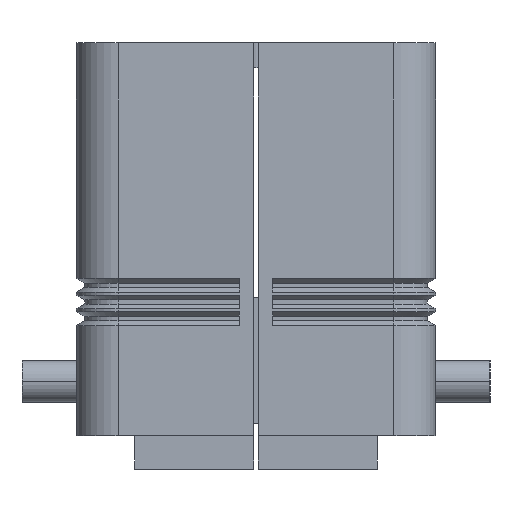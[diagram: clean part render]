
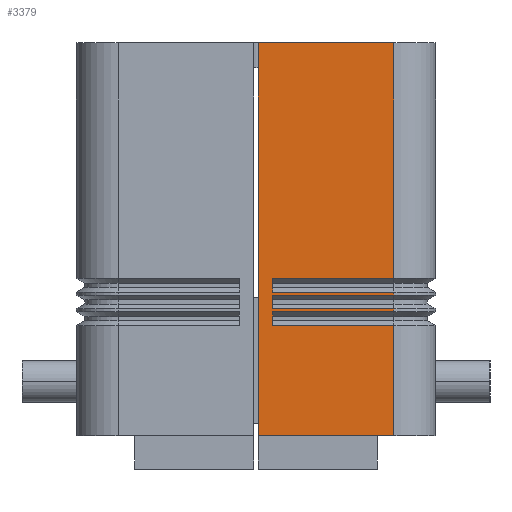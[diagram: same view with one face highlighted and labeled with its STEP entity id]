
A CAD part, left-side view. The second image highlights one B-rep face of the part: STEP entity #3379.
In plain terms, the highlighted planar face has unit normal (-1, 0, 0).
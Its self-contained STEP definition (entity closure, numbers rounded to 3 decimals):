
#2703=CARTESIAN_POINT('',(-60.0,-16.5,17.173));
#2704=VERTEX_POINT('',#2703);
#2736=CARTESIAN_POINT('',(-60.0,-2.,17.173));
#2737=VERTEX_POINT('',#2736);
#2738=CARTESIAN_POINT('',(-60.0,-16.5,17.173));
#2739=DIRECTION('',(0.0,1.0,0.0));
#2740=VECTOR('',#2739,14.5);
#2741=LINE('',#2738,#2740);
#2742=EDGE_CURVE('',#2704,#2737,#2741,.T.);
#2767=CARTESIAN_POINT('',(-60.0,-2.,18.827));
#2768=VERTEX_POINT('',#2767);
#2769=CARTESIAN_POINT('',(-60.0,-2.,17.173));
#2770=DIRECTION('',(0.0,0.0,1.0));
#2771=VECTOR('',#2770,1.655);
#2772=LINE('',#2769,#2771);
#2773=EDGE_CURVE('',#2737,#2768,#2772,.T.);
#2798=CARTESIAN_POINT('',(-60.0,-16.5,18.827));
#2799=VERTEX_POINT('',#2798);
#2800=CARTESIAN_POINT('',(-60.0,-2.,18.827));
#2801=DIRECTION('',(0.0,-1.0,0.0));
#2802=VECTOR('',#2801,14.5);
#2803=LINE('',#2800,#2802);
#2804=EDGE_CURVE('',#2768,#2799,#2803,.T.);
#3267=CARTESIAN_POINT('',(-60.0,-16.5,0.0));
#3268=DIRECTION('',(-1.0,0.0,0.0));
#3269=DIRECTION('',(0.0,0.0,1.0));
#3270=AXIS2_PLACEMENT_3D('',#3267,#3268,#3269);
#3271=PLANE('',#3270);
#3272=ORIENTED_EDGE('',*,*,#2742,.T.);
#3273=ORIENTED_EDGE('',*,*,#2773,.T.);
#3274=ORIENTED_EDGE('',*,*,#2804,.T.);
#3275=CARTESIAN_POINT('',(-60.0,-16.5,47.0));
#3276=VERTEX_POINT('',#3275);
#3277=CARTESIAN_POINT('',(-60.0,-16.5,18.827));
#3278=DIRECTION('',(0.0,0.0,1.0));
#3279=VECTOR('',#3278,28.173);
#3280=LINE('',#3277,#3279);
#3281=EDGE_CURVE('',#2799,#3276,#3280,.T.);
#3282=ORIENTED_EDGE('',*,*,#3281,.T.);
#3283=CARTESIAN_POINT('',(-60.0,-0.25,47.0));
#3284=VERTEX_POINT('',#3283);
#3285=CARTESIAN_POINT('',(-60.0,-16.5,47.0));
#3286=DIRECTION('',(0.0,1.0,0.0));
#3287=VECTOR('',#3286,16.25);
#3288=LINE('',#3285,#3287);
#3289=EDGE_CURVE('',#3276,#3284,#3288,.T.);
#3290=ORIENTED_EDGE('',*,*,#3289,.T.);
#3291=CARTESIAN_POINT('',(-60.0,-0.25,0.0));
#3292=VERTEX_POINT('',#3291);
#3293=CARTESIAN_POINT('',(-60.0,-0.25,47.0));
#3294=DIRECTION('',(0.0,0.0,-1.0));
#3295=VECTOR('',#3294,47.0);
#3296=LINE('',#3293,#3295);
#3297=EDGE_CURVE('',#3284,#3292,#3296,.T.);
#3298=ORIENTED_EDGE('',*,*,#3297,.T.);
#3299=CARTESIAN_POINT('',(-60.0,-16.5,0.0));
#3300=VERTEX_POINT('',#3299);
#3301=CARTESIAN_POINT('',(-60.0,-16.5,0.0));
#3302=DIRECTION('',(0.0,1.0,0.0));
#3303=VECTOR('',#3302,16.25);
#3304=LINE('',#3301,#3303);
#3305=EDGE_CURVE('',#3300,#3292,#3304,.T.);
#3306=ORIENTED_EDGE('',*,*,#3305,.F.);
#3307=CARTESIAN_POINT('',(-60.0,-16.5,13.173));
#3308=VERTEX_POINT('',#3307);
#3309=CARTESIAN_POINT('',(-60.0,-16.5,0.0));
#3310=DIRECTION('',(0.0,0.0,1.0));
#3311=VECTOR('',#3310,13.173);
#3312=LINE('',#3309,#3311);
#3313=EDGE_CURVE('',#3300,#3308,#3312,.T.);
#3314=ORIENTED_EDGE('',*,*,#3313,.T.);
#3315=CARTESIAN_POINT('',(-60.0,-2.,13.173));
#3316=VERTEX_POINT('',#3315);
#3317=CARTESIAN_POINT('',(-60.0,-16.5,13.173));
#3318=DIRECTION('',(0.0,1.0,0.0));
#3319=VECTOR('',#3318,14.5);
#3320=LINE('',#3317,#3319);
#3321=EDGE_CURVE('',#3308,#3316,#3320,.T.);
#3322=ORIENTED_EDGE('',*,*,#3321,.T.);
#3323=CARTESIAN_POINT('',(-60.0,-2.,14.827));
#3324=VERTEX_POINT('',#3323);
#3325=CARTESIAN_POINT('',(-60.0,-2.,13.173));
#3326=DIRECTION('',(0.0,0.0,1.0));
#3327=VECTOR('',#3326,1.655);
#3328=LINE('',#3325,#3327);
#3329=EDGE_CURVE('',#3316,#3324,#3328,.T.);
#3330=ORIENTED_EDGE('',*,*,#3329,.T.);
#3331=CARTESIAN_POINT('',(-60.0,-16.5,14.827));
#3332=VERTEX_POINT('',#3331);
#3333=CARTESIAN_POINT('',(-60.0,-2.,14.827));
#3334=DIRECTION('',(0.0,-1.0,0.0));
#3335=VECTOR('',#3334,14.5);
#3336=LINE('',#3333,#3335);
#3337=EDGE_CURVE('',#3324,#3332,#3336,.T.);
#3338=ORIENTED_EDGE('',*,*,#3337,.T.);
#3339=CARTESIAN_POINT('',(-60.0,-16.5,15.173));
#3340=VERTEX_POINT('',#3339);
#3341=CARTESIAN_POINT('',(-60.0,-16.5,14.827));
#3342=DIRECTION('',(0.0,0.0,1.0));
#3343=VECTOR('',#3342,0.345);
#3344=LINE('',#3341,#3343);
#3345=EDGE_CURVE('',#3332,#3340,#3344,.T.);
#3346=ORIENTED_EDGE('',*,*,#3345,.T.);
#3347=CARTESIAN_POINT('',(-60.0,-2.,15.173));
#3348=VERTEX_POINT('',#3347);
#3349=CARTESIAN_POINT('',(-60.0,-16.5,15.173));
#3350=DIRECTION('',(0.0,1.0,0.0));
#3351=VECTOR('',#3350,14.5);
#3352=LINE('',#3349,#3351);
#3353=EDGE_CURVE('',#3340,#3348,#3352,.T.);
#3354=ORIENTED_EDGE('',*,*,#3353,.T.);
#3355=CARTESIAN_POINT('',(-60.0,-2.,16.827));
#3356=VERTEX_POINT('',#3355);
#3357=CARTESIAN_POINT('',(-60.0,-2.,15.173));
#3358=DIRECTION('',(0.0,0.0,1.0));
#3359=VECTOR('',#3358,1.655);
#3360=LINE('',#3357,#3359);
#3361=EDGE_CURVE('',#3348,#3356,#3360,.T.);
#3362=ORIENTED_EDGE('',*,*,#3361,.T.);
#3363=CARTESIAN_POINT('',(-60.0,-16.5,16.827));
#3364=VERTEX_POINT('',#3363);
#3365=CARTESIAN_POINT('',(-60.0,-2.,16.827));
#3366=DIRECTION('',(0.0,-1.0,0.0));
#3367=VECTOR('',#3366,14.5);
#3368=LINE('',#3365,#3367);
#3369=EDGE_CURVE('',#3356,#3364,#3368,.T.);
#3370=ORIENTED_EDGE('',*,*,#3369,.T.);
#3371=CARTESIAN_POINT('',(-60.0,-16.5,16.827));
#3372=DIRECTION('',(0.0,0.0,1.0));
#3373=VECTOR('',#3372,0.345);
#3374=LINE('',#3371,#3373);
#3375=EDGE_CURVE('',#3364,#2704,#3374,.T.);
#3376=ORIENTED_EDGE('',*,*,#3375,.T.);
#3377=EDGE_LOOP('',(#3272,#3273,#3274,#3282,#3290,#3298,#3306,#3314,#3322,#3330,#3338,#3346,#3354,#3362,#3370,#3376));
#3378=FACE_OUTER_BOUND('',#3377,.T.);
#3379=ADVANCED_FACE('',(#3378),#3271,.T.);
